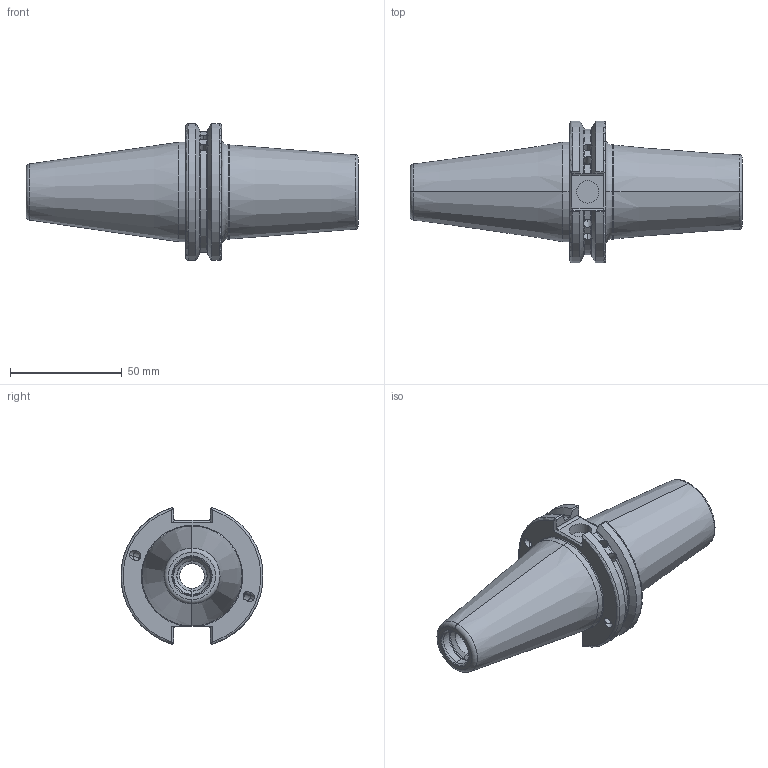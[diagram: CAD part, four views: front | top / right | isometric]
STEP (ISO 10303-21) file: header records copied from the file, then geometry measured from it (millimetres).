
FILE_DESCRIPTION (( 'STEP AP203' ), '1' );
FILE_NAME ('CA40B220-22080HP1.STEP', '2018-05-15T05:06:08', ( 'user' ), ( '' ), 'SwSTEP 2.0', 'SolidWorks 2013', '' );
FILE_SCHEMA (( 'CONFIG_CONTROL_DESIGN' ));
Length unit declared in the file: millimetre
Products named in the file (1): CA40B220-22080HP1
Bounding box: 148.25 x 63.32 x 60.98 mm (x, y, z)
Volume: 147683.2 mm3; surface area: 31670.5 mm2
Topology: 1 solids, 1 shells, 178 faces, 473 edges, 292 vertices
Faces by surface type: cylinder 64, plane 48, cone 32, torus 32, bspline 2
Entity records: 6405 total; most frequent: CARTESIAN_POINT 2117, ORIENTED_EDGE 922, DIRECTION 843, EDGE_CURVE 461, AXIS2_PLACEMENT_3D 341, VERTEX_POINT 292, EDGE_LOOP 195, FACE_OUTER_BOUND 178
